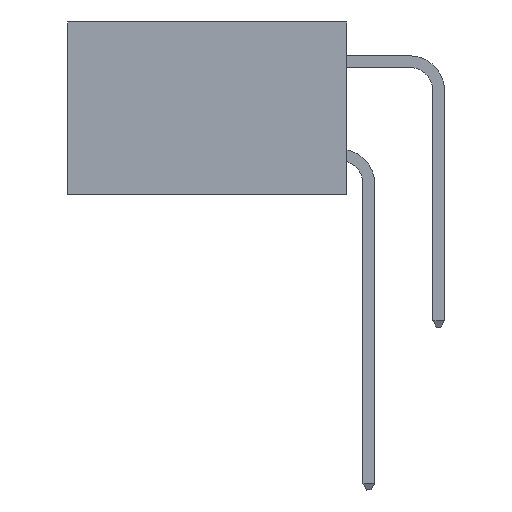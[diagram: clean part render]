
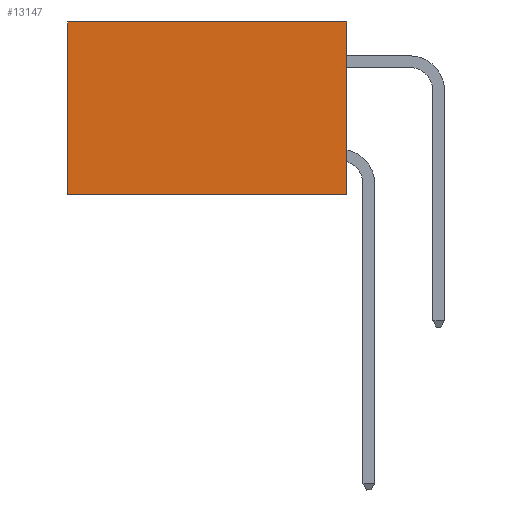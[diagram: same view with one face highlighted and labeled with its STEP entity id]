
A CAD part, left-side view. The second image highlights one B-rep face of the part: STEP entity #13147.
In plain terms, the highlighted planar face has unit normal (-1, 0, 0).
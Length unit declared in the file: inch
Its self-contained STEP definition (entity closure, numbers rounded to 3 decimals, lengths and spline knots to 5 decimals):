
#242 = CARTESIAN_POINT ( 'NONE',  ( 0.2875, 0., -0.37 ) ) ;
#2606 = LINE ( 'NONE', #27336, #17029 ) ;
#2960 = ORIENTED_EDGE ( 'NONE', *, *, #32998, .T. ) ;
#3732 = DIRECTION ( 'NONE',  ( 0., 0., -1. ) ) ;
#4316 = VERTEX_POINT ( 'NONE', #19354 ) ;
#4808 = EDGE_CURVE ( 'NONE', #24146, #27373, #2606, .T. ) ;
#8191 = VECTOR ( 'NONE', #3732, 39.37008 ) ;
#8314 = VERTEX_POINT ( 'NONE', #26317 ) ;
#12579 = VECTOR ( 'NONE', #14667, 39.37008 ) ;
#13147 = ADVANCED_FACE ( 'NONE', ( #36774 ), #32672, .F. ) ;
#14667 = DIRECTION ( 'NONE',  ( 0., 1., 0. ) ) ;
#15905 = LINE ( 'NONE', #23855, #8191 ) ;
#17021 = EDGE_LOOP ( 'NONE', ( #2960, #30252, #28823, #34581 ) ) ;
#17029 = VECTOR ( 'NONE', #30167, 39.37008 ) ;
#17627 = CARTESIAN_POINT ( 'NONE',  ( 0.2875, 0., 0. ) ) ;
#18324 = AXIS2_PLACEMENT_3D ( 'NONE', #32557, #35475, #18491 ) ;
#18491 = DIRECTION ( 'NONE',  ( 0., 0., -1. ) ) ;
#19354 = CARTESIAN_POINT ( 'NONE',  ( 0.2875, 0.6, -0.37 ) ) ;
#21163 = LINE ( 'NONE', #242, #12579 ) ;
#23402 = EDGE_CURVE ( 'NONE', #24146, #8314, #34914, .T. ) ;
#23718 = CARTESIAN_POINT ( 'NONE',  ( 0.2875, 0., 0. ) ) ;
#23855 = CARTESIAN_POINT ( 'NONE',  ( 0.2875, 0.6, 0. ) ) ;
#24052 = EDGE_CURVE ( 'NONE', #27373, #4316, #21163, .T. ) ;
#24146 = VERTEX_POINT ( 'NONE', #23718 ) ;
#25616 = CARTESIAN_POINT ( 'NONE',  ( 0.2875, 0., -0.37 ) ) ;
#26317 = CARTESIAN_POINT ( 'NONE',  ( 0.2875, 0.6, 0. ) ) ;
#26571 = VECTOR ( 'NONE', #29125, 39.37008 ) ;
#27336 = CARTESIAN_POINT ( 'NONE',  ( 0.2875, 0., 0. ) ) ;
#27373 = VERTEX_POINT ( 'NONE', #25616 ) ;
#28823 = ORIENTED_EDGE ( 'NONE', *, *, #4808, .F. ) ;
#29125 = DIRECTION ( 'NONE',  ( 0., 1., 0. ) ) ;
#30167 = DIRECTION ( 'NONE',  ( 0., 0., -1. ) ) ;
#30252 = ORIENTED_EDGE ( 'NONE', *, *, #24052, .F. ) ;
#32557 = CARTESIAN_POINT ( 'NONE',  ( 0.2875, 0., 0. ) ) ;
#32672 = PLANE ( 'NONE',  #18324 ) ;
#32998 = EDGE_CURVE ( 'NONE', #8314, #4316, #15905, .T. ) ;
#34581 = ORIENTED_EDGE ( 'NONE', *, *, #23402, .T. ) ;
#34914 = LINE ( 'NONE', #17627, #26571 ) ;
#35475 = DIRECTION ( 'NONE',  ( 1., 0., 0. ) ) ;
#36774 = FACE_OUTER_BOUND ( 'NONE', #17021, .T. ) ;
